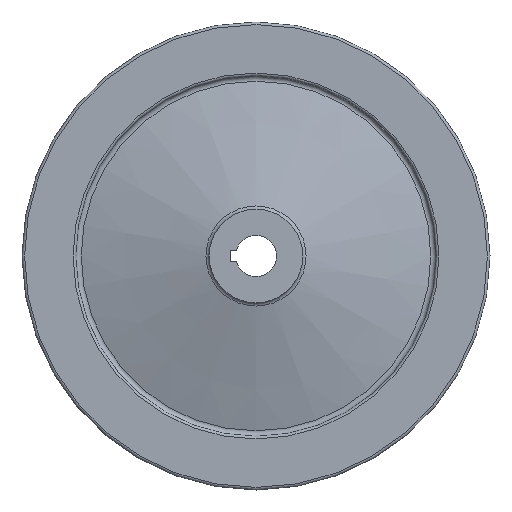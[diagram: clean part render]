
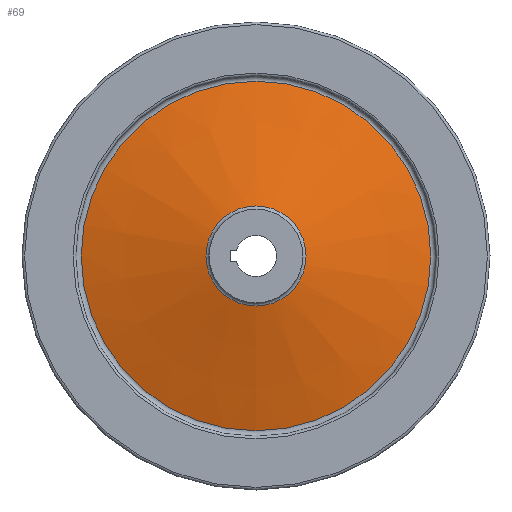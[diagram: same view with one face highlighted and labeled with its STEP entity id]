
A CAD part, left-side view. The second image highlights one B-rep face of the part: STEP entity #69.
In plain terms, the highlighted conical face has half-angle 74.91 degrees and reference radius 26.726 mm.
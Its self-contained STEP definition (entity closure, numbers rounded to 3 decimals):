
#69 = ADVANCED_FACE( '', ( #157, #158 ), #159, .T. );
#157 = FACE_OUTER_BOUND( '', #303, .T. );
#158 = FACE_BOUND( '', #304, .T. );
#159 = CONICAL_SURFACE( '', #305, 26.726, 1.307 );
#303 = EDGE_LOOP( '', ( #430 ) );
#304 = EDGE_LOOP( '', ( #431 ) );
#305 = AXIS2_PLACEMENT_3D( '', #432, #433, #434 );
#430 = ORIENTED_EDGE( '', *, *, #577, .F. );
#431 = ORIENTED_EDGE( '', *, *, #578, .T. );
#432 = CARTESIAN_POINT( '', ( 17.55, 0., 0. ) );
#433 = DIRECTION( '', ( 1., 0., 0. ) );
#434 = DIRECTION( '', ( 0., 0., -1. ) );
#577 = EDGE_CURVE( '', #656, #656, #657, .T. );
#578 = EDGE_CURVE( '', #658, #658, #659, .T. );
#656 = VERTEX_POINT( '', #752 );
#657 = CIRCLE( '', #753, 93.372 );
#658 = VERTEX_POINT( '', #754 );
#659 = CIRCLE( '', #755, 26.726 );
#752 = CARTESIAN_POINT( '', ( 35.52, 0., -93.372 ) );
#753 = AXIS2_PLACEMENT_3D( '', #848, #849, #850 );
#754 = CARTESIAN_POINT( '', ( 17.55, 0., -26.726 ) );
#755 = AXIS2_PLACEMENT_3D( '', #851, #852, #853 );
#848 = CARTESIAN_POINT( '', ( 35.52, 0., 0. ) );
#849 = DIRECTION( '', ( 1., 0., 0. ) );
#850 = DIRECTION( '', ( 0., 0., -1. ) );
#851 = CARTESIAN_POINT( '', ( 17.55, 0., 0. ) );
#852 = DIRECTION( '', ( 1., 0., 0. ) );
#853 = DIRECTION( '', ( 0., 0., -1. ) );
